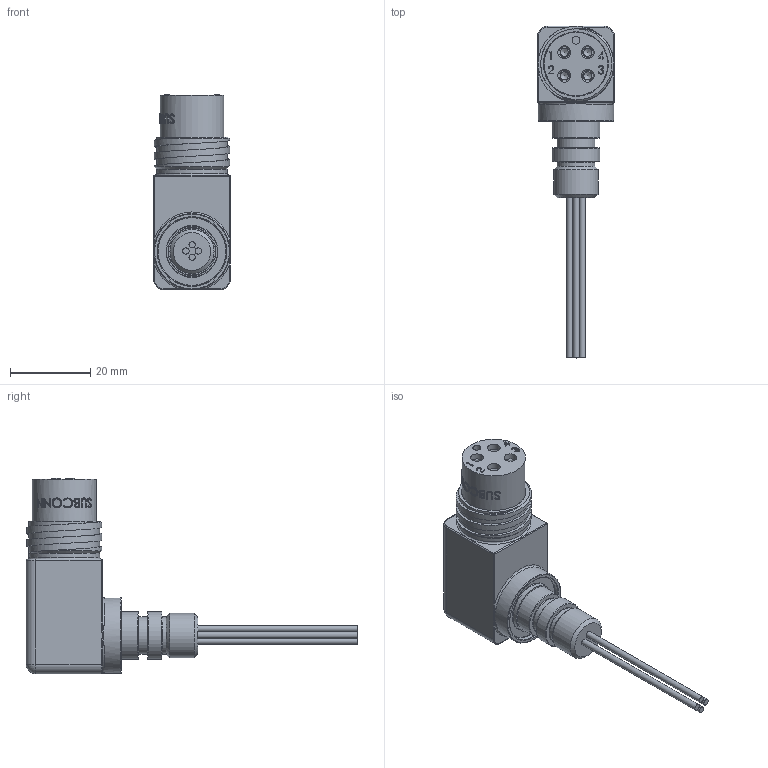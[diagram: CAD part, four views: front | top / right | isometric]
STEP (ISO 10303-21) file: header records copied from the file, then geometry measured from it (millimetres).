
FILE_DESCRIPTION(/* description */ (''),/* implementation_level */ '2;1');
FILE_NAME(/* name */ 'MCBHRA4FAS G2 2 O-ring.stp',/* time_stamp */ '2022-07-13T08:59:15+02:00',/* author */ ('sh'),/* organization */ (''),/* preprocessor_version */ 'ST-DEVELOPER v17',/* originating_system */ 'Autodesk Inventor 2019',/* authorisation */ '');
FILE_SCHEMA (('AUTOMOTIVE_DESIGN { 1 0 10303 214 3 1 1 }'));
Length unit declared in the file: millimetre
Products named in the file (1): MCBHRA4FAS G2 2 O-ring
Bounding box: 19.05 x 82.85 x 48.77 mm (x, y, z)
Volume: 15989 mm3; surface area: 8043.2 mm2
Topology: 1 solids, 6 shells, 473 faces, 1352 edges, 913 vertices
Faces by surface type: plane 159, cylinder 99, bspline 90, torus 83, cone 38, sphere 4
Full cylindrical faces by diameter (mm): 1.372 x4, 1.448 x4, 1.575 x4, 1.981 x1, 2.052 x4, 2.057 x12, 2.723 x4, 2.743 x4, 3.175 x16, 7.239 x1, 9.398 x2, 11.024 x1, 11.938 x2, 12.7 x1, 15.875 x2, 17.145 x1, 17.628 x2, 18.847 x2, 18.923 x1
Entity records: 25807 total; most frequent: CARTESIAN_POINT 12904, ORIENTED_EDGE 2680, DIRECTION 2522, EDGE_CURVE 1340, AXIS2_PLACEMENT_3D 1024, VERTEX_POINT 913, CIRCLE 608, EDGE_LOOP 547
